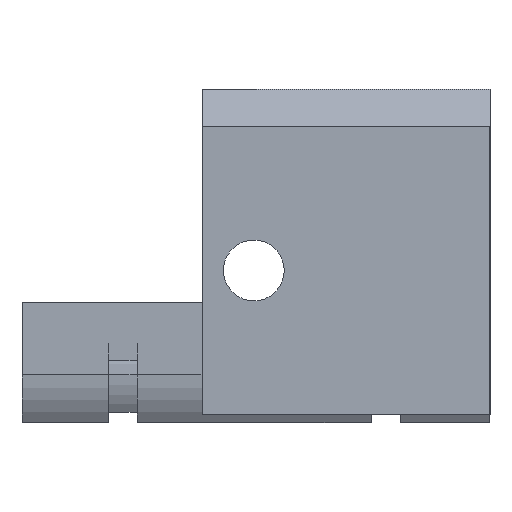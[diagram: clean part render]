
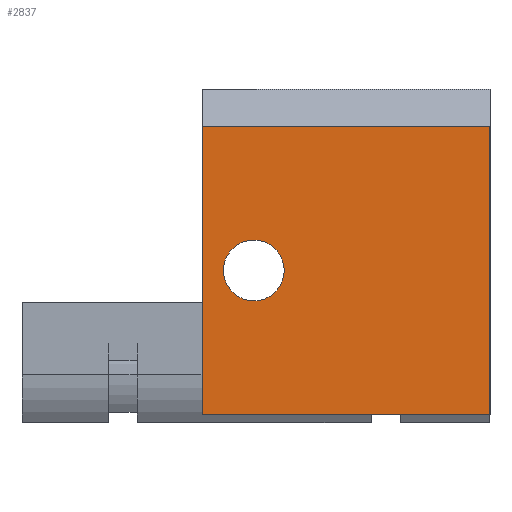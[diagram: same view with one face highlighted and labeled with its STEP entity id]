
A CAD part, left-side view. The second image highlights one B-rep face of the part: STEP entity #2837.
In plain terms, the highlighted planar face has unit normal (-1, 0, 0).
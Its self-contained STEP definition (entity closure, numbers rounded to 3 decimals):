
#63 = EDGE_CURVE ( 'NONE', #4040, #4282, #2538, .T. ) ;
#260 = CIRCLE ( 'NONE', #3246, 4.225 ) ;
#300 = ORIENTED_EDGE ( 'NONE', *, *, #2927, .T. ) ;
#316 = ORIENTED_EDGE ( 'NONE', *, *, #3132, .T. ) ;
#372 = CARTESIAN_POINT ( 'NONE',  ( -40.9, 24.9, -14.275 ) ) ;
#478 = LINE ( 'NONE', #4882, #2934 ) ;
#617 = ORIENTED_EDGE ( 'NONE', *, *, #5225, .F. ) ;
#675 = PLANE ( 'NONE',  #2016 ) ;
#683 = LINE ( 'NONE', #3828, #1400 ) ;
#701 = VECTOR ( 'NONE', #4202, 1000. ) ;
#1104 = EDGE_CURVE ( 'NONE', #2986, #5005, #1122, .T. ) ;
#1122 = CIRCLE ( 'NONE', #1457, 4.225 ) ;
#1310 = CARTESIAN_POINT ( 'NONE',  ( -40.9, 32.1, -38.5 ) ) ;
#1400 = VECTOR ( 'NONE', #1784, 1000. ) ;
#1457 = AXIS2_PLACEMENT_3D ( 'NONE', #2567, #4944, #2920 ) ;
#1522 = CARTESIAN_POINT ( 'NONE',  ( -40.9, -7.9, 1.5 ) ) ;
#1784 = DIRECTION ( 'NONE',  ( 0., -1., 0. ) ) ;
#2016 = AXIS2_PLACEMENT_3D ( 'NONE', #4727, #5131, #5117 ) ;
#2153 = CARTESIAN_POINT ( 'NONE',  ( -40.9, -7.9, 1.5 ) ) ;
#2499 = DIRECTION ( 'NONE',  ( 0., 1., 0. ) ) ;
#2538 = LINE ( 'NONE', #2153, #3364 ) ;
#2567 = CARTESIAN_POINT ( 'NONE',  ( -40.9, 24.9, -18.5 ) ) ;
#2837 = ADVANCED_FACE ( 'NONE', ( #3313, #4866 ), #675, .F. ) ;
#2847 = ORIENTED_EDGE ( 'NONE', *, *, #4448, .T. ) ;
#2920 = DIRECTION ( 'NONE',  ( 0., 0., 1. ) ) ;
#2927 = EDGE_CURVE ( 'NONE', #4514, #4937, #683, .T. ) ;
#2934 = VECTOR ( 'NONE', #4079, 1000. ) ;
#2986 = VERTEX_POINT ( 'NONE', #5057 ) ;
#3132 = EDGE_CURVE ( 'NONE', #4282, #4514, #478, .T. ) ;
#3246 = AXIS2_PLACEMENT_3D ( 'NONE', #3612, #3978, #4007 ) ;
#3254 = EDGE_LOOP ( 'NONE', ( #300, #2847, #4071, #316 ) ) ;
#3313 = FACE_OUTER_BOUND ( 'NONE', #3254, .T. ) ;
#3364 = VECTOR ( 'NONE', #2499, 1000. ) ;
#3612 = CARTESIAN_POINT ( 'NONE',  ( -40.9, 24.9, -18.5 ) ) ;
#3810 = CARTESIAN_POINT ( 'NONE',  ( -40.9, -7.9, -38.5 ) ) ;
#3813 = EDGE_LOOP ( 'NONE', ( #5190, #617 ) ) ;
#3828 = CARTESIAN_POINT ( 'NONE',  ( -40.9, -7.9, -38.5 ) ) ;
#3978 = DIRECTION ( 'NONE',  ( -1., 0., 0. ) ) ;
#4007 = DIRECTION ( 'NONE',  ( 0., 0., 1. ) ) ;
#4015 = CARTESIAN_POINT ( 'NONE',  ( -40.9, -7.9, -38.5 ) ) ;
#4040 = VERTEX_POINT ( 'NONE', #1522 ) ;
#4071 = ORIENTED_EDGE ( 'NONE', *, *, #63, .T. ) ;
#4079 = DIRECTION ( 'NONE',  ( 0., 0., -1. ) ) ;
#4202 = DIRECTION ( 'NONE',  ( 0., 0., 1. ) ) ;
#4222 = LINE ( 'NONE', #3810, #701 ) ;
#4282 = VERTEX_POINT ( 'NONE', #4427 ) ;
#4427 = CARTESIAN_POINT ( 'NONE',  ( -40.9, 32.1, 1.5 ) ) ;
#4448 = EDGE_CURVE ( 'NONE', #4937, #4040, #4222, .T. ) ;
#4514 = VERTEX_POINT ( 'NONE', #1310 ) ;
#4727 = CARTESIAN_POINT ( 'NONE',  ( -40.9, 0., 0. ) ) ;
#4866 = FACE_BOUND ( 'NONE', #3813, .T. ) ;
#4882 = CARTESIAN_POINT ( 'NONE',  ( -40.9, 32.1, -38.5 ) ) ;
#4937 = VERTEX_POINT ( 'NONE', #4015 ) ;
#4944 = DIRECTION ( 'NONE',  ( -1., 0., 0. ) ) ;
#5005 = VERTEX_POINT ( 'NONE', #372 ) ;
#5057 = CARTESIAN_POINT ( 'NONE',  ( -40.9, 24.9, -22.725 ) ) ;
#5117 = DIRECTION ( 'NONE',  ( 0., 0., -1. ) ) ;
#5131 = DIRECTION ( 'NONE',  ( 1., 0., 0. ) ) ;
#5190 = ORIENTED_EDGE ( 'NONE', *, *, #1104, .F. ) ;
#5225 = EDGE_CURVE ( 'NONE', #5005, #2986, #260, .T. ) ;
